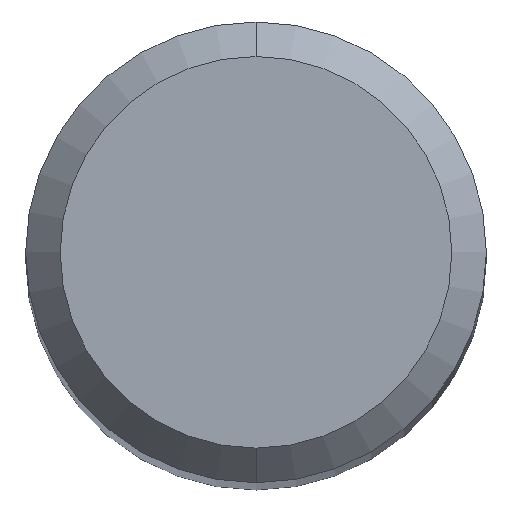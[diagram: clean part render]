
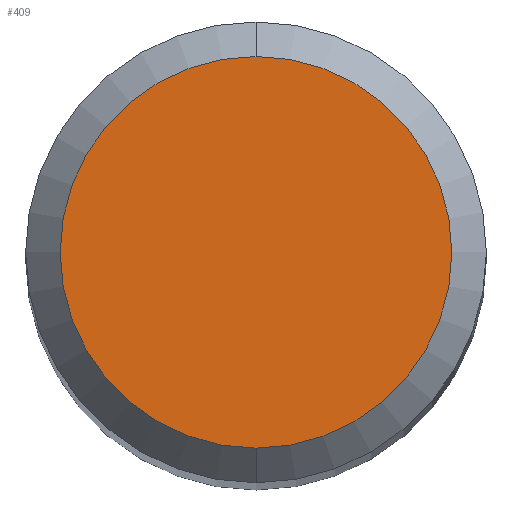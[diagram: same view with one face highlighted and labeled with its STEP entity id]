
A CAD part, top view. The second image highlights one B-rep face of the part: STEP entity #409.
In plain terms, the highlighted planar face has unit normal (0, 0, 1).
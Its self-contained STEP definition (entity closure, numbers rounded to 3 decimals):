
#201=EDGE_CURVE('',#429,#407,#520,.T.);
#277=EDGE_CURVE('',#407,#429,#606,.T.);
#407=VERTEX_POINT('',#751);
#409=ADVANCED_FACE('',(#753),#754,.T.);
#429=VERTEX_POINT('',#775);
#520=CIRCLE('',#874,1.7);
#606=CIRCLE('',#1003,1.7);
#751=CARTESIAN_POINT('',(0.0,1.7,0.0));
#753=FACE_OUTER_BOUND('',#1321,.T.);
#754=PLANE('',#1322);
#775=CARTESIAN_POINT('',(0.,-1.7,0.0));
#874=AXIS2_PLACEMENT_3D('',#1518,#1519,#1520);
#1003=AXIS2_PLACEMENT_3D('',#1635,#1636,#1637);
#1321=EDGE_LOOP('',(#1794,#1795));
#1322=AXIS2_PLACEMENT_3D('',#1796,#1797,#1798);
#1518=CARTESIAN_POINT('',(0.0,0.0,0.0));
#1519=DIRECTION('',(0.0,0.0,-1.0));
#1520=DIRECTION('',(0.0,1.0,0.0));
#1635=CARTESIAN_POINT('',(0.0,0.0,0.0));
#1636=DIRECTION('',(0.0,0.0,-1.0));
#1637=DIRECTION('',(0.0,1.0,0.0));
#1794=ORIENTED_EDGE('',*,*,#277,.F.);
#1795=ORIENTED_EDGE('',*,*,#201,.F.);
#1796=CARTESIAN_POINT('',(0.0,0.85,0.0));
#1797=DIRECTION('',(-0.0,0.0,1.0));
#1798=DIRECTION('',(0.0,-1.0,0.0));
